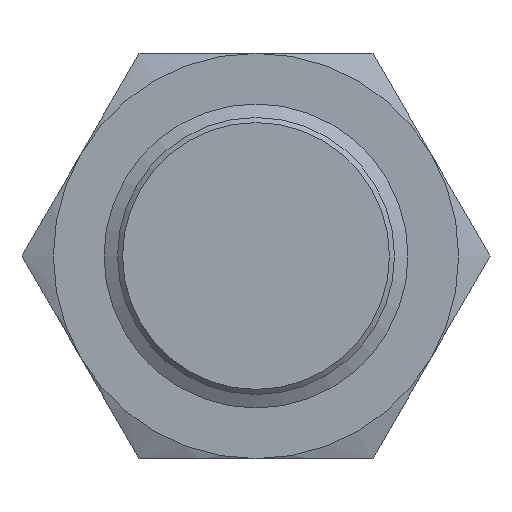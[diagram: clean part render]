
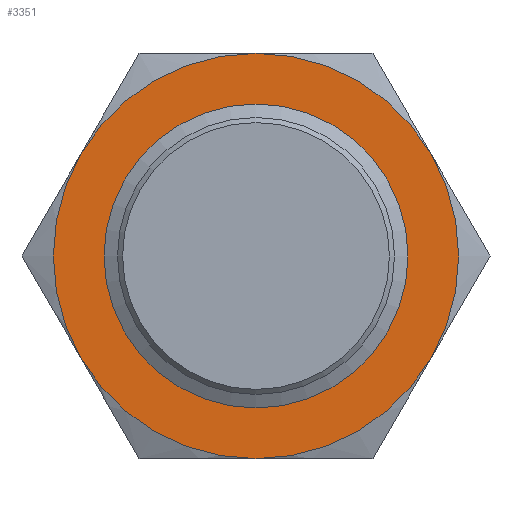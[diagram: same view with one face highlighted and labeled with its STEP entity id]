
A CAD part, left-side view. The second image highlights one B-rep face of the part: STEP entity #3351.
In plain terms, the highlighted planar face has unit normal (-1, 0, 0).
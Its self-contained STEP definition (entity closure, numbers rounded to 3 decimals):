
#3103 = EDGE_CURVE('',#3104,#3104,#3106,.T.);
#3104 = VERTEX_POINT('',#3105);
#3105 = CARTESIAN_POINT('',(10.,0.,-9.));
#3106 = SURFACE_CURVE('',#3107,(#3112,#3124),.PCURVE_S1.);
#3107 = CIRCLE('',#3108,9.);
#3108 = AXIS2_PLACEMENT_3D('',#3109,#3110,#3111);
#3109 = CARTESIAN_POINT('',(10.,0.,0.));
#3110 = DIRECTION('',(1.,0.,-0.));
#3111 = DIRECTION('',(-0.,0.,-1.));
#3112 = PCURVE('',#3113,#3118);
#3113 = CYLINDRICAL_SURFACE('',#3114,9.);
#3114 = AXIS2_PLACEMENT_3D('',#3115,#3116,#3117);
#3115 = CARTESIAN_POINT('',(50.,0.,0.));
#3116 = DIRECTION('',(-1.,-0.,0.));
#3117 = DIRECTION('',(-0.,0.,-1.));
#3118 = DEFINITIONAL_REPRESENTATION('',(#3119),#3123);
#3119 = LINE('',#3120,#3121);
#3120 = CARTESIAN_POINT('',(6.283,40.));
#3121 = VECTOR('',#3122,1.);
#3122 = DIRECTION('',(-1.,0.));
#3123 = ( GEOMETRIC_REPRESENTATION_CONTEXT(2) 
PARAMETRIC_REPRESENTATION_CONTEXT() REPRESENTATION_CONTEXT('2D SPACE',''
  ) );
#3124 = PCURVE('',#3125,#3130);
#3125 = PLANE('',#3126);
#3126 = AXIS2_PLACEMENT_3D('',#3127,#3128,#3129);
#3127 = CARTESIAN_POINT('',(10.,0.,0.));
#3128 = DIRECTION('',(1.,0.,-0.));
#3129 = DIRECTION('',(-0.,0.,-1.));
#3130 = DEFINITIONAL_REPRESENTATION('',(#3131),#3135);
#3131 = CIRCLE('',#3132,9.);
#3132 = AXIS2_PLACEMENT_2D('',#3133,#3134);
#3133 = CARTESIAN_POINT('',(0.,0.));
#3134 = DIRECTION('',(1.,0.));
#3135 = ( GEOMETRIC_REPRESENTATION_CONTEXT(2) 
PARAMETRIC_REPRESENTATION_CONTEXT() REPRESENTATION_CONTEXT('2D SPACE',''
  ) );
#3185 = EDGE_CURVE('',#3186,#3188,#3190,.T.);
#3186 = VERTEX_POINT('',#3187);
#3187 = CARTESIAN_POINT('',(10.,10.392,6.));
#3188 = VERTEX_POINT('',#3189);
#3189 = CARTESIAN_POINT('',(10.,0.,12.));
#3190 = SURFACE_CURVE('',#3191,(#3196,#3208),.PCURVE_S1.);
#3191 = CIRCLE('',#3192,12.);
#3192 = AXIS2_PLACEMENT_3D('',#3193,#3194,#3195);
#3193 = CARTESIAN_POINT('',(10.,0.,0.));
#3194 = DIRECTION('',(1.,0.,-0.));
#3195 = DIRECTION('',(-0.,0.,-1.));
#3196 = PCURVE('',#3197,#3202);
#3197 = CONICAL_SURFACE('',#3198,12.,1.222);
#3198 = AXIS2_PLACEMENT_3D('',#3199,#3200,#3201);
#3199 = CARTESIAN_POINT('',(10.,0.,0.));
#3200 = DIRECTION('',(1.,-0.,-0.));
#3201 = DIRECTION('',(-0.,0.,-1.));
#3202 = DEFINITIONAL_REPRESENTATION('',(#3203),#3207);
#3203 = LINE('',#3204,#3205);
#3204 = CARTESIAN_POINT('',(0.,0.));
#3205 = VECTOR('',#3206,1.);
#3206 = DIRECTION('',(1.,0.));
#3207 = ( GEOMETRIC_REPRESENTATION_CONTEXT(2) 
PARAMETRIC_REPRESENTATION_CONTEXT() REPRESENTATION_CONTEXT('2D SPACE',''
  ) );
#3208 = PCURVE('',#3125,#3209);
#3209 = DEFINITIONAL_REPRESENTATION('',(#3210),#3214);
#3210 = CIRCLE('',#3211,12.);
#3211 = AXIS2_PLACEMENT_2D('',#3212,#3213);
#3212 = CARTESIAN_POINT('',(0.,0.));
#3213 = DIRECTION('',(1.,0.));
#3214 = ( GEOMETRIC_REPRESENTATION_CONTEXT(2) 
PARAMETRIC_REPRESENTATION_CONTEXT() REPRESENTATION_CONTEXT('2D SPACE',''
  ) );
#3351 = ADVANCED_FACE('',(#3352,#3498),#3125,.F.);
#3352 = FACE_BOUND('',#3353,.T.);
#3353 = EDGE_LOOP('',(#3354,#3383,#3412,#3441,#3470,#3497));
#3354 = ORIENTED_EDGE('',*,*,#3355,.F.);
#3355 = EDGE_CURVE('',#3356,#3186,#3358,.T.);
#3356 = VERTEX_POINT('',#3357);
#3357 = CARTESIAN_POINT('',(10.,10.392,-6.));
#3358 = SURFACE_CURVE('',#3359,(#3364,#3371),.PCURVE_S1.);
#3359 = CIRCLE('',#3360,12.);
#3360 = AXIS2_PLACEMENT_3D('',#3361,#3362,#3363);
#3361 = CARTESIAN_POINT('',(10.,0.,0.));
#3362 = DIRECTION('',(1.,0.,-0.));
#3363 = DIRECTION('',(-0.,0.,-1.));
#3364 = PCURVE('',#3125,#3365);
#3365 = DEFINITIONAL_REPRESENTATION('',(#3366),#3370);
#3366 = CIRCLE('',#3367,12.);
#3367 = AXIS2_PLACEMENT_2D('',#3368,#3369);
#3368 = CARTESIAN_POINT('',(0.,0.));
#3369 = DIRECTION('',(1.,0.));
#3370 = ( GEOMETRIC_REPRESENTATION_CONTEXT(2) 
PARAMETRIC_REPRESENTATION_CONTEXT() REPRESENTATION_CONTEXT('2D SPACE',''
  ) );
#3371 = PCURVE('',#3372,#3377);
#3372 = CONICAL_SURFACE('',#3373,12.,1.222);
#3373 = AXIS2_PLACEMENT_3D('',#3374,#3375,#3376);
#3374 = CARTESIAN_POINT('',(10.,0.,0.));
#3375 = DIRECTION('',(1.,-0.,-0.));
#3376 = DIRECTION('',(-0.,0.,-1.));
#3377 = DEFINITIONAL_REPRESENTATION('',(#3378),#3382);
#3378 = LINE('',#3379,#3380);
#3379 = CARTESIAN_POINT('',(0.,0.));
#3380 = VECTOR('',#3381,1.);
#3381 = DIRECTION('',(1.,0.));
#3382 = ( GEOMETRIC_REPRESENTATION_CONTEXT(2) 
PARAMETRIC_REPRESENTATION_CONTEXT() REPRESENTATION_CONTEXT('2D SPACE',''
  ) );
#3383 = ORIENTED_EDGE('',*,*,#3384,.F.);
#3384 = EDGE_CURVE('',#3385,#3356,#3387,.T.);
#3385 = VERTEX_POINT('',#3386);
#3386 = CARTESIAN_POINT('',(10.,0.,-12.));
#3387 = SURFACE_CURVE('',#3388,(#3393,#3400),.PCURVE_S1.);
#3388 = CIRCLE('',#3389,12.);
#3389 = AXIS2_PLACEMENT_3D('',#3390,#3391,#3392);
#3390 = CARTESIAN_POINT('',(10.,0.,0.));
#3391 = DIRECTION('',(1.,0.,-0.));
#3392 = DIRECTION('',(-0.,0.,-1.));
#3393 = PCURVE('',#3125,#3394);
#3394 = DEFINITIONAL_REPRESENTATION('',(#3395),#3399);
#3395 = CIRCLE('',#3396,12.);
#3396 = AXIS2_PLACEMENT_2D('',#3397,#3398);
#3397 = CARTESIAN_POINT('',(0.,0.));
#3398 = DIRECTION('',(1.,0.));
#3399 = ( GEOMETRIC_REPRESENTATION_CONTEXT(2) 
PARAMETRIC_REPRESENTATION_CONTEXT() REPRESENTATION_CONTEXT('2D SPACE',''
  ) );
#3400 = PCURVE('',#3401,#3406);
#3401 = CONICAL_SURFACE('',#3402,12.,1.222);
#3402 = AXIS2_PLACEMENT_3D('',#3403,#3404,#3405);
#3403 = CARTESIAN_POINT('',(10.,0.,0.));
#3404 = DIRECTION('',(1.,-0.,-0.));
#3405 = DIRECTION('',(-0.,0.,-1.));
#3406 = DEFINITIONAL_REPRESENTATION('',(#3407),#3411);
#3407 = LINE('',#3408,#3409);
#3408 = CARTESIAN_POINT('',(0.,0.));
#3409 = VECTOR('',#3410,1.);
#3410 = DIRECTION('',(1.,0.));
#3411 = ( GEOMETRIC_REPRESENTATION_CONTEXT(2) 
PARAMETRIC_REPRESENTATION_CONTEXT() REPRESENTATION_CONTEXT('2D SPACE',''
  ) );
#3412 = ORIENTED_EDGE('',*,*,#3413,.F.);
#3413 = EDGE_CURVE('',#3414,#3385,#3416,.T.);
#3414 = VERTEX_POINT('',#3415);
#3415 = CARTESIAN_POINT('',(10.,-10.392,-6.));
#3416 = SURFACE_CURVE('',#3417,(#3422,#3429),.PCURVE_S1.);
#3417 = CIRCLE('',#3418,12.);
#3418 = AXIS2_PLACEMENT_3D('',#3419,#3420,#3421);
#3419 = CARTESIAN_POINT('',(10.,0.,0.));
#3420 = DIRECTION('',(1.,0.,-0.));
#3421 = DIRECTION('',(-0.,0.,-1.));
#3422 = PCURVE('',#3125,#3423);
#3423 = DEFINITIONAL_REPRESENTATION('',(#3424),#3428);
#3424 = CIRCLE('',#3425,12.);
#3425 = AXIS2_PLACEMENT_2D('',#3426,#3427);
#3426 = CARTESIAN_POINT('',(0.,0.));
#3427 = DIRECTION('',(1.,0.));
#3428 = ( GEOMETRIC_REPRESENTATION_CONTEXT(2) 
PARAMETRIC_REPRESENTATION_CONTEXT() REPRESENTATION_CONTEXT('2D SPACE',''
  ) );
#3429 = PCURVE('',#3430,#3435);
#3430 = CONICAL_SURFACE('',#3431,12.,1.222);
#3431 = AXIS2_PLACEMENT_3D('',#3432,#3433,#3434);
#3432 = CARTESIAN_POINT('',(10.,0.,0.));
#3433 = DIRECTION('',(1.,-0.,-0.));
#3434 = DIRECTION('',(-0.,0.,-1.));
#3435 = DEFINITIONAL_REPRESENTATION('',(#3436),#3440);
#3436 = LINE('',#3437,#3438);
#3437 = CARTESIAN_POINT('',(0.,0.));
#3438 = VECTOR('',#3439,1.);
#3439 = DIRECTION('',(1.,0.));
#3440 = ( GEOMETRIC_REPRESENTATION_CONTEXT(2) 
PARAMETRIC_REPRESENTATION_CONTEXT() REPRESENTATION_CONTEXT('2D SPACE',''
  ) );
#3441 = ORIENTED_EDGE('',*,*,#3442,.F.);
#3442 = EDGE_CURVE('',#3443,#3414,#3445,.T.);
#3443 = VERTEX_POINT('',#3444);
#3444 = CARTESIAN_POINT('',(10.,-10.392,6.));
#3445 = SURFACE_CURVE('',#3446,(#3451,#3458),.PCURVE_S1.);
#3446 = CIRCLE('',#3447,12.);
#3447 = AXIS2_PLACEMENT_3D('',#3448,#3449,#3450);
#3448 = CARTESIAN_POINT('',(10.,0.,0.));
#3449 = DIRECTION('',(1.,0.,-0.));
#3450 = DIRECTION('',(-0.,0.,-1.));
#3451 = PCURVE('',#3125,#3452);
#3452 = DEFINITIONAL_REPRESENTATION('',(#3453),#3457);
#3453 = CIRCLE('',#3454,12.);
#3454 = AXIS2_PLACEMENT_2D('',#3455,#3456);
#3455 = CARTESIAN_POINT('',(0.,0.));
#3456 = DIRECTION('',(1.,0.));
#3457 = ( GEOMETRIC_REPRESENTATION_CONTEXT(2) 
PARAMETRIC_REPRESENTATION_CONTEXT() REPRESENTATION_CONTEXT('2D SPACE',''
  ) );
#3458 = PCURVE('',#3459,#3464);
#3459 = CONICAL_SURFACE('',#3460,12.,1.222);
#3460 = AXIS2_PLACEMENT_3D('',#3461,#3462,#3463);
#3461 = CARTESIAN_POINT('',(10.,0.,0.));
#3462 = DIRECTION('',(1.,-0.,-0.));
#3463 = DIRECTION('',(-0.,0.,-1.));
#3464 = DEFINITIONAL_REPRESENTATION('',(#3465),#3469);
#3465 = LINE('',#3466,#3467);
#3466 = CARTESIAN_POINT('',(0.,0.));
#3467 = VECTOR('',#3468,1.);
#3468 = DIRECTION('',(1.,0.));
#3469 = ( GEOMETRIC_REPRESENTATION_CONTEXT(2) 
PARAMETRIC_REPRESENTATION_CONTEXT() REPRESENTATION_CONTEXT('2D SPACE',''
  ) );
#3470 = ORIENTED_EDGE('',*,*,#3471,.F.);
#3471 = EDGE_CURVE('',#3188,#3443,#3472,.T.);
#3472 = SURFACE_CURVE('',#3473,(#3478,#3485),.PCURVE_S1.);
#3473 = CIRCLE('',#3474,12.);
#3474 = AXIS2_PLACEMENT_3D('',#3475,#3476,#3477);
#3475 = CARTESIAN_POINT('',(10.,0.,0.));
#3476 = DIRECTION('',(1.,0.,-0.));
#3477 = DIRECTION('',(-0.,0.,-1.));
#3478 = PCURVE('',#3125,#3479);
#3479 = DEFINITIONAL_REPRESENTATION('',(#3480),#3484);
#3480 = CIRCLE('',#3481,12.);
#3481 = AXIS2_PLACEMENT_2D('',#3482,#3483);
#3482 = CARTESIAN_POINT('',(0.,0.));
#3483 = DIRECTION('',(1.,0.));
#3484 = ( GEOMETRIC_REPRESENTATION_CONTEXT(2) 
PARAMETRIC_REPRESENTATION_CONTEXT() REPRESENTATION_CONTEXT('2D SPACE',''
  ) );
#3485 = PCURVE('',#3486,#3491);
#3486 = CONICAL_SURFACE('',#3487,12.,1.222);
#3487 = AXIS2_PLACEMENT_3D('',#3488,#3489,#3490);
#3488 = CARTESIAN_POINT('',(10.,0.,0.));
#3489 = DIRECTION('',(1.,-0.,-0.));
#3490 = DIRECTION('',(-0.,0.,-1.));
#3491 = DEFINITIONAL_REPRESENTATION('',(#3492),#3496);
#3492 = LINE('',#3493,#3494);
#3493 = CARTESIAN_POINT('',(0.,0.));
#3494 = VECTOR('',#3495,1.);
#3495 = DIRECTION('',(1.,0.));
#3496 = ( GEOMETRIC_REPRESENTATION_CONTEXT(2) 
PARAMETRIC_REPRESENTATION_CONTEXT() REPRESENTATION_CONTEXT('2D SPACE',''
  ) );
#3497 = ORIENTED_EDGE('',*,*,#3185,.F.);
#3498 = FACE_BOUND('',#3499,.T.);
#3499 = EDGE_LOOP('',(#3500));
#3500 = ORIENTED_EDGE('',*,*,#3103,.T.);
